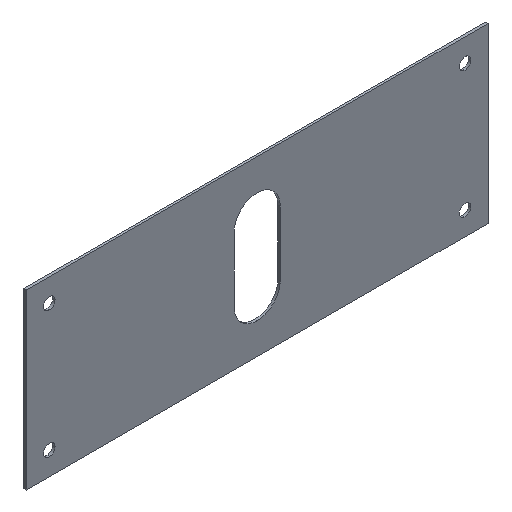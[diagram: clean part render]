
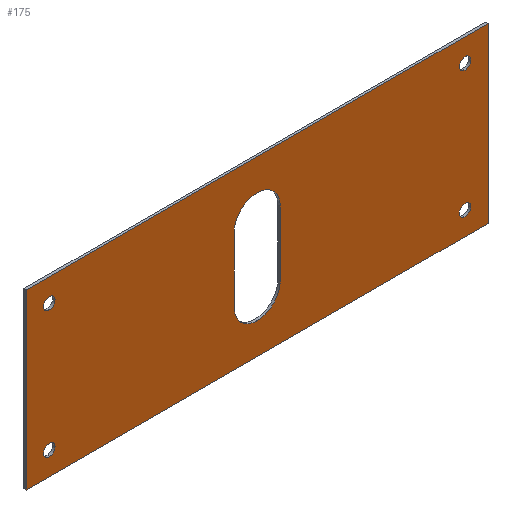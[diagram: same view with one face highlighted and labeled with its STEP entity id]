
A CAD part, isometric view. The second image highlights one B-rep face of the part: STEP entity #175.
In plain terms, the highlighted planar face has unit normal (0, -1, 0).
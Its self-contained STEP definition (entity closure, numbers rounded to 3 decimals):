
#4 = CARTESIAN_POINT ( 'NONE',  ( -90., 0., -27.5 ) ) ;
#6 = CARTESIAN_POINT ( 'NONE',  ( 0., 0., 14. ) ) ;
#7 = CARTESIAN_POINT ( 'NONE',  ( -10., 0., -14. ) ) ;
#9 = DIRECTION ( 'NONE',  ( 0., -1., 0. ) ) ;
#10 = CIRCLE ( 'NONE', #388, 2.5 ) ;
#15 = CARTESIAN_POINT ( 'NONE',  ( 100., 0., -37.5 ) ) ;
#16 = VERTEX_POINT ( 'NONE', #586 ) ;
#17 = CARTESIAN_POINT ( 'NONE',  ( 0., 0., -14. ) ) ;
#25 = CARTESIAN_POINT ( 'NONE',  ( -90., 0., 27.5 ) ) ;
#27 = CARTESIAN_POINT ( 'NONE',  ( 100., 0., 37.5 ) ) ;
#42 = CARTESIAN_POINT ( 'NONE',  ( -90., 0., -25. ) ) ;
#53 = AXIS2_PLACEMENT_3D ( 'NONE', #558, #622, #461 ) ;
#54 = FACE_BOUND ( 'NONE', #269, .T. ) ;
#56 = ORIENTED_EDGE ( 'NONE', *, *, #83, .F. ) ;
#57 = EDGE_CURVE ( 'NONE', #219, #294, #10, .T. ) ;
#61 = DIRECTION ( 'NONE',  ( -1., 0., 0. ) ) ;
#77 = ORIENTED_EDGE ( 'NONE', *, *, #270, .F. ) ;
#83 = EDGE_CURVE ( 'NONE', #151, #304, #105, .T. ) ;
#95 = AXIS2_PLACEMENT_3D ( 'NONE', #17, #617, #305 ) ;
#101 = LINE ( 'NONE', #613, #508 ) ;
#105 = CIRCLE ( 'NONE', #476, 2.5 ) ;
#107 = CARTESIAN_POINT ( 'NONE',  ( 0., 0., -14. ) ) ;
#109 = AXIS2_PLACEMENT_3D ( 'NONE', #107, #367, #311 ) ;
#111 = DIRECTION ( 'NONE',  ( 0., 0., -1. ) ) ;
#112 = VERTEX_POINT ( 'NONE', #548 ) ;
#114 = CARTESIAN_POINT ( 'NONE',  ( 10., 0., -14. ) ) ;
#116 = DIRECTION ( 'NONE',  ( 0., 0., -1. ) ) ;
#119 = ORIENTED_EDGE ( 'NONE', *, *, #181, .F. ) ;
#122 = VERTEX_POINT ( 'NONE', #201 ) ;
#127 = VERTEX_POINT ( 'NONE', #192 ) ;
#131 = CARTESIAN_POINT ( 'NONE',  ( -90., 0., -30. ) ) ;
#147 = DIRECTION ( 'NONE',  ( 0., -1., 0. ) ) ;
#150 = CARTESIAN_POINT ( 'NONE',  ( -100., 0., 37.5 ) ) ;
#151 = VERTEX_POINT ( 'NONE', #196 ) ;
#152 = FACE_BOUND ( 'NONE', #256, .T. ) ;
#155 = VECTOR ( 'NONE', #61, 1000. ) ;
#156 = DIRECTION ( 'NONE',  ( 0., 0., -1. ) ) ;
#159 = CIRCLE ( 'NONE', #480, 2.5 ) ;
#162 = ORIENTED_EDGE ( 'NONE', *, *, #601, .F. ) ;
#166 = CARTESIAN_POINT ( 'NONE',  ( 0., 0., -24. ) ) ;
#167 = FACE_BOUND ( 'NONE', #428, .T. ) ;
#173 = ORIENTED_EDGE ( 'NONE', *, *, #308, .F. ) ;
#174 = DIRECTION ( 'NONE',  ( 0., 0., -1. ) ) ;
#175 = ADVANCED_FACE ( 'NONE', ( #456, #167, #152, #54, #317, #416 ), #554, .T. ) ;
#181 = EDGE_CURVE ( 'NONE', #127, #374, #274, .T. ) ;
#185 = CARTESIAN_POINT ( 'NONE',  ( 90., 0., 27.5 ) ) ;
#191 = VERTEX_POINT ( 'NONE', #208 ) ;
#192 = CARTESIAN_POINT ( 'NONE',  ( 10., 0., 14. ) ) ;
#196 = CARTESIAN_POINT ( 'NONE',  ( -90., 0., 30. ) ) ;
#201 = CARTESIAN_POINT ( 'NONE',  ( 90., 0., -25. ) ) ;
#208 = CARTESIAN_POINT ( 'NONE',  ( 10., 0., -14. ) ) ;
#209 = EDGE_CURVE ( 'NONE', #577, #16, #261, .T. ) ;
#212 = AXIS2_PLACEMENT_3D ( 'NONE', #563, #511, #459 ) ;
#215 = VERTEX_POINT ( 'NONE', #624 ) ;
#219 = VERTEX_POINT ( 'NONE', #420 ) ;
#220 = EDGE_CURVE ( 'NONE', #374, #589, #101, .T. ) ;
#221 = LINE ( 'NONE', #114, #239 ) ;
#227 = DIRECTION ( 'NONE',  ( 0., -1., 0. ) ) ;
#228 = EDGE_CURVE ( 'NONE', #290, #191, #263, .T. ) ;
#230 = CARTESIAN_POINT ( 'NONE',  ( -90., 0., 25. ) ) ;
#231 = ORIENTED_EDGE ( 'NONE', *, *, #57, .F. ) ;
#232 = DIRECTION ( 'NONE',  ( 0., 0., -1. ) ) ;
#239 = VECTOR ( 'NONE', #518, 1000. ) ;
#240 = AXIS2_PLACEMENT_3D ( 'NONE', #447, #649, #646 ) ;
#241 = DIRECTION ( 'NONE',  ( 0., -1., 0. ) ) ;
#244 = ORIENTED_EDGE ( 'NONE', *, *, #228, .F. ) ;
#254 = DIRECTION ( 'NONE',  ( 0., 0., -1. ) ) ;
#256 = EDGE_LOOP ( 'NONE', ( #329, #647 ) ) ;
#259 = CARTESIAN_POINT ( 'NONE',  ( 90., 0., -27.5 ) ) ;
#261 = LINE ( 'NONE', #407, #155 ) ;
#263 = CIRCLE ( 'NONE', #95, 10. ) ;
#269 = EDGE_LOOP ( 'NONE', ( #608, #56 ) ) ;
#270 = EDGE_CURVE ( 'NONE', #191, #127, #221, .T. ) ;
#274 = CIRCLE ( 'NONE', #441, 10. ) ;
#283 = VERTEX_POINT ( 'NONE', #404 ) ;
#290 = VERTEX_POINT ( 'NONE', #166 ) ;
#294 = VERTEX_POINT ( 'NONE', #635 ) ;
#303 = EDGE_CURVE ( 'NONE', #215, #577, #483, .T. ) ;
#304 = VERTEX_POINT ( 'NONE', #230 ) ;
#305 = DIRECTION ( 'NONE',  ( 0., 0., -1. ) ) ;
#308 = EDGE_CURVE ( 'NONE', #16, #283, #491, .T. ) ;
#311 = DIRECTION ( 'NONE',  ( 0., 0., -1. ) ) ;
#317 = FACE_BOUND ( 'NONE', #462, .T. ) ;
#319 = VERTEX_POINT ( 'NONE', #131 ) ;
#322 = CIRCLE ( 'NONE', #372, 2.5 ) ;
#329 = ORIENTED_EDGE ( 'NONE', *, *, #583, .F. ) ;
#331 = VECTOR ( 'NONE', #555, 1000. ) ;
#338 = CIRCLE ( 'NONE', #53, 2.5 ) ;
#348 = ORIENTED_EDGE ( 'NONE', *, *, #220, .F. ) ;
#367 = DIRECTION ( 'NONE',  ( 0., -1., 0. ) ) ;
#369 = VECTOR ( 'NONE', #539, 1000. ) ;
#372 = AXIS2_PLACEMENT_3D ( 'NONE', #397, #147, #254 ) ;
#374 = VERTEX_POINT ( 'NONE', #633 ) ;
#382 = EDGE_LOOP ( 'NONE', ( #231, #162 ) ) ;
#387 = DIRECTION ( 'NONE',  ( 0., -1., 0. ) ) ;
#388 = AXIS2_PLACEMENT_3D ( 'NONE', #185, #438, #394 ) ;
#393 = EDGE_CURVE ( 'NONE', #304, #151, #159, .T. ) ;
#394 = DIRECTION ( 'NONE',  ( 0., 0., -1. ) ) ;
#397 = CARTESIAN_POINT ( 'NONE',  ( -90., 0., -27.5 ) ) ;
#403 = ORIENTED_EDGE ( 'NONE', *, *, #522, .F. ) ;
#404 = CARTESIAN_POINT ( 'NONE',  ( -100., 0., 37.5 ) ) ;
#407 = CARTESIAN_POINT ( 'NONE',  ( -100., 0., -37.5 ) ) ;
#416 = FACE_OUTER_BOUND ( 'NONE', #634, .T. ) ;
#419 = EDGE_CURVE ( 'NONE', #122, #112, #529, .T. ) ;
#420 = CARTESIAN_POINT ( 'NONE',  ( 90., 0., 25. ) ) ;
#421 = DIRECTION ( 'NONE',  ( 0., -1., 0. ) ) ;
#427 = CIRCLE ( 'NONE', #109, 10. ) ;
#428 = EDGE_LOOP ( 'NONE', ( #513, #654 ) ) ;
#431 = CARTESIAN_POINT ( 'NONE',  ( -100., 0., 37.5 ) ) ;
#438 = DIRECTION ( 'NONE',  ( 0., -1., 0. ) ) ;
#441 = AXIS2_PLACEMENT_3D ( 'NONE', #6, #9, #116 ) ;
#447 = CARTESIAN_POINT ( 'NONE',  ( 90., 0., -27.5 ) ) ;
#455 = AXIS2_PLACEMENT_3D ( 'NONE', #4, #387, #593 ) ;
#456 = FACE_BOUND ( 'NONE', #382, .T. ) ;
#459 = DIRECTION ( 'NONE',  ( 0., 0., -1. ) ) ;
#461 = DIRECTION ( 'NONE',  ( 0., 0., -1. ) ) ;
#462 = EDGE_LOOP ( 'NONE', ( #485, #348, #119, #77, #244 ) ) ;
#476 = AXIS2_PLACEMENT_3D ( 'NONE', #592, #241, #503 ) ;
#480 = AXIS2_PLACEMENT_3D ( 'NONE', #25, #227, #174 ) ;
#483 = LINE ( 'NONE', #27, #656 ) ;
#484 = EDGE_CURVE ( 'NONE', #319, #516, #322, .T. ) ;
#485 = ORIENTED_EDGE ( 'NONE', *, *, #605, .F. ) ;
#491 = LINE ( 'NONE', #431, #369 ) ;
#503 = DIRECTION ( 'NONE',  ( 0., 0., -1. ) ) ;
#508 = VECTOR ( 'NONE', #156, 1000. ) ;
#511 = DIRECTION ( 'NONE',  ( 0., -1., 0. ) ) ;
#513 = ORIENTED_EDGE ( 'NONE', *, *, #484, .F. ) ;
#516 = VERTEX_POINT ( 'NONE', #42 ) ;
#518 = DIRECTION ( 'NONE',  ( 0., 0., 1. ) ) ;
#522 = EDGE_CURVE ( 'NONE', #283, #215, #607, .T. ) ;
#529 = CIRCLE ( 'NONE', #240, 2.5 ) ;
#539 = DIRECTION ( 'NONE',  ( 0., 0., 1. ) ) ;
#540 = EDGE_CURVE ( 'NONE', #516, #319, #551, .T. ) ;
#546 = ORIENTED_EDGE ( 'NONE', *, *, #209, .F. ) ;
#548 = CARTESIAN_POINT ( 'NONE',  ( 90., 0., -30. ) ) ;
#551 = CIRCLE ( 'NONE', #455, 2.5 ) ;
#554 = PLANE ( 'NONE',  #212 ) ;
#555 = DIRECTION ( 'NONE',  ( 1., 0., 0. ) ) ;
#558 = CARTESIAN_POINT ( 'NONE',  ( 90., 0., 27.5 ) ) ;
#563 = CARTESIAN_POINT ( 'NONE',  ( 0., 0., 0. ) ) ;
#574 = AXIS2_PLACEMENT_3D ( 'NONE', #259, #421, #111 ) ;
#577 = VERTEX_POINT ( 'NONE', #15 ) ;
#583 = EDGE_CURVE ( 'NONE', #112, #122, #628, .T. ) ;
#586 = CARTESIAN_POINT ( 'NONE',  ( -100., 0., -37.5 ) ) ;
#589 = VERTEX_POINT ( 'NONE', #7 ) ;
#592 = CARTESIAN_POINT ( 'NONE',  ( -90., 0., 27.5 ) ) ;
#593 = DIRECTION ( 'NONE',  ( 0., 0., -1. ) ) ;
#601 = EDGE_CURVE ( 'NONE', #294, #219, #338, .T. ) ;
#605 = EDGE_CURVE ( 'NONE', #589, #290, #427, .T. ) ;
#607 = LINE ( 'NONE', #150, #331 ) ;
#608 = ORIENTED_EDGE ( 'NONE', *, *, #393, .F. ) ;
#613 = CARTESIAN_POINT ( 'NONE',  ( -10., 0., -14. ) ) ;
#617 = DIRECTION ( 'NONE',  ( 0., -1., 0. ) ) ;
#622 = DIRECTION ( 'NONE',  ( 0., -1., 0. ) ) ;
#624 = CARTESIAN_POINT ( 'NONE',  ( 100., 0., 37.5 ) ) ;
#628 = CIRCLE ( 'NONE', #574, 2.5 ) ;
#633 = CARTESIAN_POINT ( 'NONE',  ( -10., 0., 14. ) ) ;
#634 = EDGE_LOOP ( 'NONE', ( #651, #403, #173, #546 ) ) ;
#635 = CARTESIAN_POINT ( 'NONE',  ( 90., 0., 30. ) ) ;
#646 = DIRECTION ( 'NONE',  ( 0., 0., -1. ) ) ;
#647 = ORIENTED_EDGE ( 'NONE', *, *, #419, .F. ) ;
#649 = DIRECTION ( 'NONE',  ( 0., -1., 0. ) ) ;
#651 = ORIENTED_EDGE ( 'NONE', *, *, #303, .F. ) ;
#654 = ORIENTED_EDGE ( 'NONE', *, *, #540, .F. ) ;
#656 = VECTOR ( 'NONE', #232, 1000. ) ;
